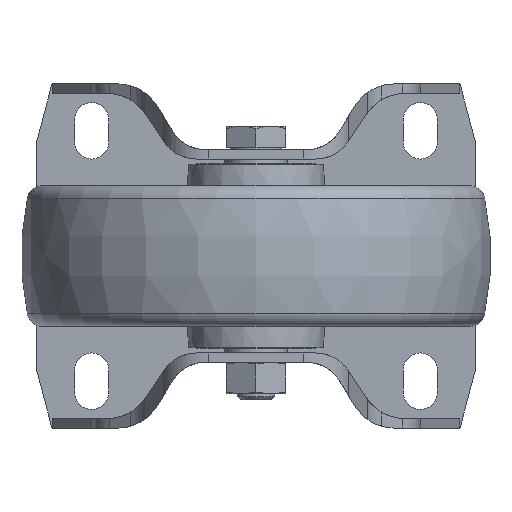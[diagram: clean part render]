
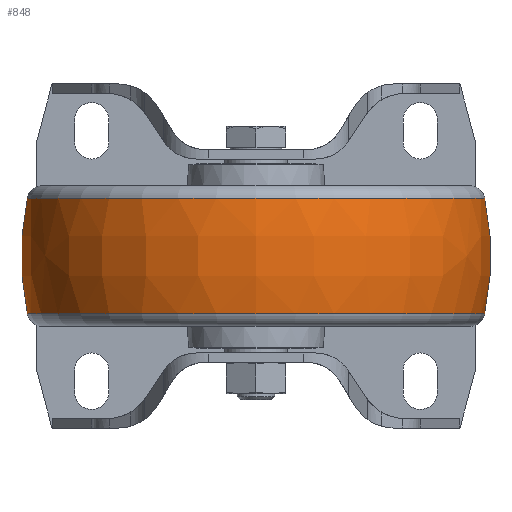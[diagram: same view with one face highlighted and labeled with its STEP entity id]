
A CAD part, front view. The second image highlights one B-rep face of the part: STEP entity #848.
In plain terms, the highlighted free-form (B-spline) face has degree [3, 3] with [4, 7] control points.
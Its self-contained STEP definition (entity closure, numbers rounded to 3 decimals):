
#848 = ADVANCED_FACE( '', ( #1727, #1728 ), #1729, .T. );
#1727 = FACE_OUTER_BOUND( '', #2623, .T. );
#1728 = FACE_OUTER_BOUND( '', #2624, .T. );
#1729 = ( BOUNDED_SURFACE(  )B_SPLINE_SURFACE( 3, 3, ( ( #2627, #2628, #2629, #2630, #2631, #2632, #2633 ), ( #2634, #2635, #2636, #2637, #2638, #2639, #2640 ), ( #2641, #2642, #2643, #2644, #2645, #2646, #2647 ), ( #2648, #2649, #2650, #2651, #2652, #2653, #2654 ) ), .UNSPECIFIED., .F., .T., .F. )B_SPLINE_SURFACE_WITH_KNOTS( ( 4, 4 ), ( 4, 3, 4 ), ( 0., 6.283 ), ( -0.207, 0., 0.207 ), .UNSPECIFIED. )GEOMETRIC_REPRESENTATION_ITEM(  )RATIONAL_B_SPLINE_SURFACE( ( ( 1., 0.333, 0.333, 1., 0.333, 0.333, 1. ), ( 0.986, 0.329, 0.329, 0.986, 0.329, 0.329, 0.986 ), ( 0.986, 0.329, 0.329, 0.986, 0.329, 0.329, 0.986 ), ( 1., 0.333, 0.333, 1., 0.333, 0.333, 1. ) ) )REPRESENTATION_ITEM( '' )SURFACE(  ) );
#2623 = EDGE_LOOP( '', ( #4842 ) );
#2624 = EDGE_LOOP( '', ( #4843 ) );
#2627 = CARTESIAN_POINT( '', ( 48.027, 0., -73.078 ) );
#2628 = CARTESIAN_POINT( '', ( 48.027, 146.156, -73.078 ) );
#2629 = CARTESIAN_POINT( '', ( 48.027, 146.156, 73.078 ) );
#2630 = CARTESIAN_POINT( '', ( 48.027, 0., 73.078 ) );
#2631 = CARTESIAN_POINT( '', ( 48.027, -146.156, 73.078 ) );
#2632 = CARTESIAN_POINT( '', ( 48.027, -146.156, -73.078 ) );
#2633 = CARTESIAN_POINT( '', ( 48.027, 0., -73.078 ) );
#2634 = CARTESIAN_POINT( '', ( 35.764, 0., -75.65 ) );
#2635 = CARTESIAN_POINT( '', ( 35.764, 151.3, -75.65 ) );
#2636 = CARTESIAN_POINT( '', ( 35.764, 151.3, 75.65 ) );
#2637 = CARTESIAN_POINT( '', ( 35.764, 0., 75.65 ) );
#2638 = CARTESIAN_POINT( '', ( 35.764, -151.3, 75.65 ) );
#2639 = CARTESIAN_POINT( '', ( 35.764, -151.3, -75.65 ) );
#2640 = CARTESIAN_POINT( '', ( 35.764, 0., -75.65 ) );
#2641 = CARTESIAN_POINT( '', ( 23.236, 0., -75.65 ) );
#2642 = CARTESIAN_POINT( '', ( 23.236, 151.3, -75.65 ) );
#2643 = CARTESIAN_POINT( '', ( 23.236, 151.3, 75.65 ) );
#2644 = CARTESIAN_POINT( '', ( 23.236, 0., 75.65 ) );
#2645 = CARTESIAN_POINT( '', ( 23.236, -151.3, 75.65 ) );
#2646 = CARTESIAN_POINT( '', ( 23.236, -151.3, -75.65 ) );
#2647 = CARTESIAN_POINT( '', ( 23.236, 0., -75.65 ) );
#2648 = CARTESIAN_POINT( '', ( 10.973, 0., -73.078 ) );
#2649 = CARTESIAN_POINT( '', ( 10.973, 146.156, -73.078 ) );
#2650 = CARTESIAN_POINT( '', ( 10.973, 146.156, 73.078 ) );
#2651 = CARTESIAN_POINT( '', ( 10.973, 0., 73.078 ) );
#2652 = CARTESIAN_POINT( '', ( 10.973, -146.156, 73.078 ) );
#2653 = CARTESIAN_POINT( '', ( 10.973, -146.156, -73.078 ) );
#2654 = CARTESIAN_POINT( '', ( 10.973, 0., -73.078 ) );
#4842 = ORIENTED_EDGE( '', *, *, #5722, .T. );
#4843 = ORIENTED_EDGE( '', *, *, #5976, .F. );
#5722 = EDGE_CURVE( '', #6993, #6993, #6994, .T. );
#5976 = EDGE_CURVE( '', #7353, #7353, #7354, .T. );
#6993 = VERTEX_POINT( '', #8938 );
#6994 = CIRCLE( '', #8939, 73.078 );
#7353 = VERTEX_POINT( '', #9584 );
#7354 = CIRCLE( '', #9585, 73.078 );
#8938 = CARTESIAN_POINT( '', ( 10.973, 0., -73.078 ) );
#8939 = AXIS2_PLACEMENT_3D( '', #10578, #10579, #10580 );
#9584 = CARTESIAN_POINT( '', ( 48.027, 0., -73.078 ) );
#9585 = AXIS2_PLACEMENT_3D( '', #10869, #10870, #10871 );
#10578 = CARTESIAN_POINT( '', ( 10.973, 0., 0. ) );
#10579 = DIRECTION( '', ( 1., 0., 0. ) );
#10580 = DIRECTION( '', ( 0., 0., -1. ) );
#10869 = CARTESIAN_POINT( '', ( 48.027, 0., 0. ) );
#10870 = DIRECTION( '', ( 1., 0., 0. ) );
#10871 = DIRECTION( '', ( 0., 0., -1. ) );
